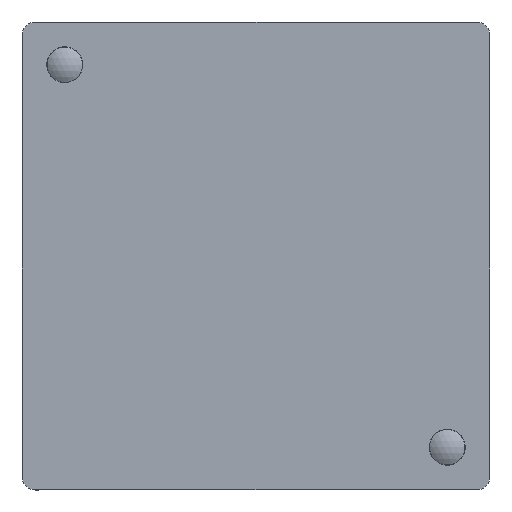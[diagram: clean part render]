
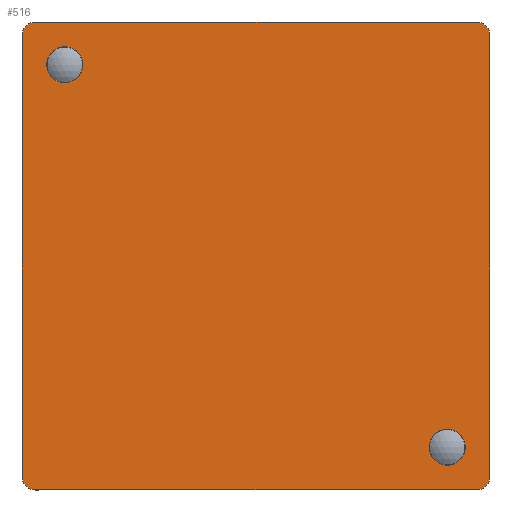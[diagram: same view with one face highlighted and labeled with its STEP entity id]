
A CAD part, top view. The second image highlights one B-rep face of the part: STEP entity #516.
In plain terms, the highlighted planar face has unit normal (0, 0, 1).
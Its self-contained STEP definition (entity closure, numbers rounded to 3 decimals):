
#14=FACE_BOUND('',#107,.T.);
#15=FACE_BOUND('',#108,.T.);
#38=PLANE('',#598);
#75=FACE_OUTER_BOUND('',#106,.T.);
#106=EDGE_LOOP('',(#427,#428,#429,#430,#431,#432,#433,#434));
#107=EDGE_LOOP('',(#435));
#108=EDGE_LOOP('',(#436));
#133=LINE('',#849,#171);
#139=LINE('',#869,#177);
#143=LINE('',#881,#181);
#147=LINE('',#892,#185);
#171=VECTOR('',#708,10.);
#177=VECTOR('',#728,10.);
#181=VECTOR('',#740,10.);
#185=VECTOR('',#752,10.);
#187=CIRCLE('',#542,4.);
#189=CIRCLE('',#546,4.);
#207=CIRCLE('',#584,3.);
#209=CIRCLE('',#587,3.);
#211=CIRCLE('',#591,3.);
#213=CIRCLE('',#595,3.);
#215=VERTEX_POINT('',#760);
#217=VERTEX_POINT('',#767);
#239=VERTEX_POINT('',#847);
#240=VERTEX_POINT('',#848);
#243=VERTEX_POINT('',#856);
#245=VERTEX_POINT('',#862);
#247=VERTEX_POINT('',#868);
#249=VERTEX_POINT('',#874);
#251=VERTEX_POINT('',#880);
#253=VERTEX_POINT('',#886);
#255=EDGE_CURVE('',#215,#215,#187,.T.);
#258=EDGE_CURVE('',#217,#217,#189,.T.);
#297=EDGE_CURVE('',#239,#240,#133,.T.);
#301=EDGE_CURVE('',#243,#239,#207,.T.);
#304=EDGE_CURVE('',#240,#245,#209,.T.);
#307=EDGE_CURVE('',#245,#247,#139,.T.);
#310=EDGE_CURVE('',#247,#249,#211,.T.);
#313=EDGE_CURVE('',#251,#243,#143,.T.);
#316=EDGE_CURVE('',#253,#251,#213,.T.);
#319=EDGE_CURVE('',#249,#253,#147,.T.);
#427=ORIENTED_EDGE('',*,*,#319,.T.);
#428=ORIENTED_EDGE('',*,*,#316,.T.);
#429=ORIENTED_EDGE('',*,*,#313,.T.);
#430=ORIENTED_EDGE('',*,*,#301,.T.);
#431=ORIENTED_EDGE('',*,*,#297,.T.);
#432=ORIENTED_EDGE('',*,*,#304,.T.);
#433=ORIENTED_EDGE('',*,*,#307,.T.);
#434=ORIENTED_EDGE('',*,*,#310,.T.);
#435=ORIENTED_EDGE('',*,*,#255,.T.);
#436=ORIENTED_EDGE('',*,*,#258,.T.);
#516=ADVANCED_FACE('',(#75,#14,#15),#38,.T.);
#542=AXIS2_PLACEMENT_3D('',#761,#604,#605);
#546=AXIS2_PLACEMENT_3D('',#768,#613,#614);
#584=AXIS2_PLACEMENT_3D('',#857,#714,#715);
#587=AXIS2_PLACEMENT_3D('',#863,#721,#722);
#591=AXIS2_PLACEMENT_3D('',#875,#733,#734);
#595=AXIS2_PLACEMENT_3D('',#887,#745,#746);
#598=AXIS2_PLACEMENT_3D('',#894,#754,#755);
#604=DIRECTION('center_axis',(0.,0.,
-1.));
#605=DIRECTION('ref_axis',(-1.,0.,0.));
#613=DIRECTION('center_axis',(0.,0.,
-1.));
#614=DIRECTION('ref_axis',(-1.,0.,0.));
#708=DIRECTION('',(-1.,0.,0.));
#714=DIRECTION('center_axis',(0.,0.,
1.));
#715=DIRECTION('ref_axis',(-1.,0.,0.));
#721=DIRECTION('center_axis',(0.,0.,
1.));
#722=DIRECTION('ref_axis',(0.,-1.,0.));
#728=DIRECTION('',(0.,-1.,0.));
#733=DIRECTION('center_axis',(0.,0.,
1.));
#734=DIRECTION('ref_axis',(1.,0.,0.));
#740=DIRECTION('',(0.,1.,0.));
#745=DIRECTION('center_axis',(0.,0.,
1.));
#746=DIRECTION('ref_axis',(0.,1.,0.));
#752=DIRECTION('',(1.,0.,0.));
#754=DIRECTION('center_axis',(0.,0.,
1.));
#755=DIRECTION('ref_axis',(0.,-1.,0.));
#760=CARTESIAN_POINT('',(96.5,7.5,51.));
#761=CARTESIAN_POINT('Origin',(92.5,7.5,51.));
#767=CARTESIAN_POINT('',(11.5,92.5,51.));
#768=CARTESIAN_POINT('Origin',(7.5,92.5,51.));
#847=CARTESIAN_POINT('',(99.,102.,51.));
#848=CARTESIAN_POINT('',(1.,102.,51.));
#849=CARTESIAN_POINT('',(25.5,102.,51.));
#856=CARTESIAN_POINT('',(102.,99.,51.));
#857=CARTESIAN_POINT('Origin',(99.,99.,51.));
#862=CARTESIAN_POINT('',(-2.,99.,51.));
#863=CARTESIAN_POINT('Origin',(1.,99.,51.));
#868=CARTESIAN_POINT('',(-2.,1.,51.));
#869=CARTESIAN_POINT('',(-2.,25.5,51.));
#874=CARTESIAN_POINT('',(1.,-2.,51.));
#875=CARTESIAN_POINT('Origin',(1.,1.,51.));
#880=CARTESIAN_POINT('',(102.,1.,51.));
#881=CARTESIAN_POINT('',(102.,74.5,51.));
#886=CARTESIAN_POINT('',(99.,-2.,51.));
#887=CARTESIAN_POINT('Origin',(99.,1.,51.));
#892=CARTESIAN_POINT('',(74.5,-2.,51.));
#894=CARTESIAN_POINT('Origin',(50.,50.,51.));
